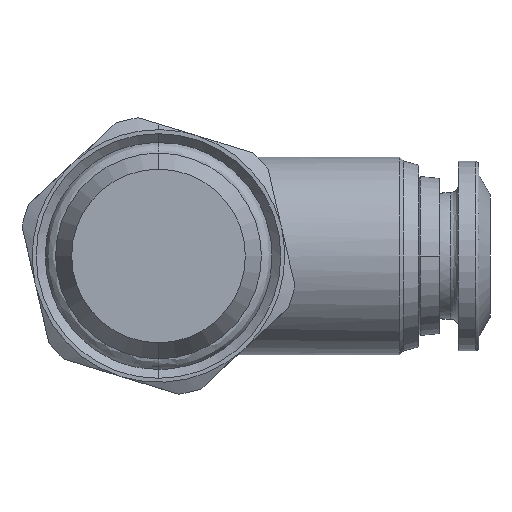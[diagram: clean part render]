
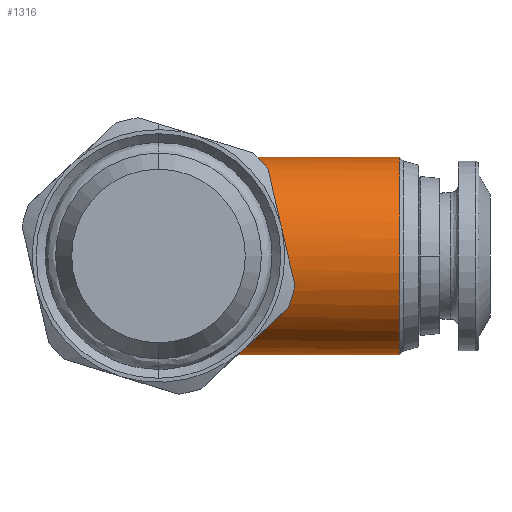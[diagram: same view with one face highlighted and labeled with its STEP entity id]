
A CAD part, front view. The second image highlights one B-rep face of the part: STEP entity #1316.
In plain terms, the highlighted cylindrical face has radius 6.269 mm (diameter 12.537 mm), a partial arc.
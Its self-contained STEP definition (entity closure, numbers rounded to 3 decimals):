
#52 = VERTEX_POINT ( 'NONE', #3085 ) ;
#122 = VECTOR ( 'NONE', #1724, 1000. ) ;
#145 =( BOUNDED_CURVE ( )  B_SPLINE_CURVE ( 3, ( #1928, #1462, #497, #1548 ),
 .UNSPECIFIED., .F., .F. ) 
 B_SPLINE_CURVE_WITH_KNOTS ( ( 4, 4 ),
 ( 1.935, 4.348 ),
 .UNSPECIFIED. ) 
 CURVE ( )  GEOMETRIC_REPRESENTATION_ITEM ( )  RATIONAL_B_SPLINE_CURVE ( ( 1., 0.571, 0.571, 1. ) ) 
 REPRESENTATION_ITEM ( '' )  );
#185 = EDGE_LOOP ( 'NONE', ( #3082, #3973, #1261, #2682, #378, #3163 ) ) ;
#332 = VERTEX_POINT ( 'NONE', #4099 ) ;
#378 = ORIENTED_EDGE ( 'NONE', *, *, #590, .F. ) ;
#415 = EDGE_CURVE ( 'NONE', #52, #1394, #3367, .T. ) ;
#467 = EDGE_CURVE ( 'NONE', #4737, #52, #4339, .T. ) ;
#497 = CARTESIAN_POINT ( 'NONE',  ( 8.61, -8.605, 3.419 ) ) ;
#560 = CARTESIAN_POINT ( 'NONE',  ( 2.222, -2.217, 5.857 ) ) ;
#590 = EDGE_CURVE ( 'NONE', #332, #2691, #145, .T. ) ;
#598 = EDGE_CURVE ( 'NONE', #2201, #2691, #2088, .T. ) ;
#695 = DIRECTION ( 'NONE',  ( 1., 0., 0. ) ) ;
#1004 = DIRECTION ( 'NONE',  ( 0., 0., 1. ) ) ;
#1184 = EDGE_CURVE ( 'NONE', #1394, #332, #3477, .T. ) ;
#1252 = CARTESIAN_POINT ( 'NONE',  ( 2.415, -1.495, -6.132 ) ) ;
#1261 = ORIENTED_EDGE ( 'NONE', *, *, #3056, .T. ) ;
#1316 = ADVANCED_FACE ( 'NONE', ( #2525 ), #3131, .T. ) ;
#1394 = VERTEX_POINT ( 'NONE', #3137 ) ;
#1395 = CARTESIAN_POINT ( 'NONE',  ( 15.301, 0.018, -6.269 ) ) ;
#1462 = CARTESIAN_POINT ( 'NONE',  ( 8.61, -8.605, -3.419 ) ) ;
#1548 = CARTESIAN_POINT ( 'NONE',  ( 2.222, -2.217, 5.857 ) ) ;
#1715 = CARTESIAN_POINT ( 'NONE',  ( 15.301, 0.018, 0. ) ) ;
#1724 = DIRECTION ( 'NONE',  ( -1., 0., 0. ) ) ;
#1728 = DIRECTION ( 'NONE',  ( -1., 0., 0. ) ) ;
#1903 = CARTESIAN_POINT ( 'NONE',  ( 2.222, -2.217, 5.857 ) ) ;
#1928 = CARTESIAN_POINT ( 'NONE',  ( 2.222, -2.217, -5.857 ) ) ;
#2088 = B_SPLINE_CURVE_WITH_KNOTS ( 'NONE', 3,
 ( #2345, #2975, #2779, #560 ),
 .UNSPECIFIED., .F., .F.,
 ( 4, 4 ),
 ( 0.008, 0.01 ),
 .UNSPECIFIED. ) ;
#2201 = VERTEX_POINT ( 'NONE', #3120 ) ;
#2345 = CARTESIAN_POINT ( 'NONE',  ( 2.821, 0.018, 6.269 ) ) ;
#2525 = FACE_OUTER_BOUND ( 'NONE', #185, .T. ) ;
#2550 = CARTESIAN_POINT ( 'NONE',  ( 15.301, 0.018, 6.269 ) ) ;
#2583 = DIRECTION ( 'NONE',  ( 0., 0., 1. ) ) ;
#2682 = ORIENTED_EDGE ( 'NONE', *, *, #598, .T. ) ;
#2691 = VERTEX_POINT ( 'NONE', #1903 ) ;
#2779 = CARTESIAN_POINT ( 'NONE',  ( 2.415, -1.495, 6.132 ) ) ;
#2975 = CARTESIAN_POINT ( 'NONE',  ( 2.615, -0.75, 6.269 ) ) ;
#3056 = EDGE_CURVE ( 'NONE', #4737, #2201, #4395, .T. ) ;
#3082 = ORIENTED_EDGE ( 'NONE', *, *, #415, .F. ) ;
#3085 = CARTESIAN_POINT ( 'NONE',  ( 15.301, 0.018, -6.269 ) ) ;
#3120 = CARTESIAN_POINT ( 'NONE',  ( 2.821, 0.018, 6.269 ) ) ;
#3131 = CYLINDRICAL_SURFACE ( 'NONE', #4271, 6.269 ) ;
#3137 = CARTESIAN_POINT ( 'NONE',  ( 2.821, 0.018, -6.269 ) ) ;
#3163 = ORIENTED_EDGE ( 'NONE', *, *, #1184, .F. ) ;
#3352 = CARTESIAN_POINT ( 'NONE',  ( 15.301, 0.018, 6.269 ) ) ;
#3367 = LINE ( 'NONE', #1395, #122 ) ;
#3477 = B_SPLINE_CURVE_WITH_KNOTS ( 'NONE', 3,
 ( #3799, #3682, #1252, #4036 ),
 .UNSPECIFIED., .F., .F.,
 ( 4, 4 ),
 ( 0.003, 0.005 ),
 .UNSPECIFIED. ) ;
#3682 = CARTESIAN_POINT ( 'NONE',  ( 2.615, -0.75, -6.269 ) ) ;
#3699 = AXIS2_PLACEMENT_3D ( 'NONE', #4672, #695, #2583 ) ;
#3799 = CARTESIAN_POINT ( 'NONE',  ( 2.821, 0.018, -6.269 ) ) ;
#3958 = VECTOR ( 'NONE', #4530, 1000. ) ;
#3973 = ORIENTED_EDGE ( 'NONE', *, *, #467, .F. ) ;
#4036 = CARTESIAN_POINT ( 'NONE',  ( 2.222, -2.217, -5.857 ) ) ;
#4099 = CARTESIAN_POINT ( 'NONE',  ( 2.222, -2.217, -5.857 ) ) ;
#4271 = AXIS2_PLACEMENT_3D ( 'NONE', #1715, #1728, #1004 ) ;
#4339 = CIRCLE ( 'NONE', #3699, 6.269 ) ;
#4395 = LINE ( 'NONE', #3352, #3958 ) ;
#4530 = DIRECTION ( 'NONE',  ( -1., 0., 0. ) ) ;
#4672 = CARTESIAN_POINT ( 'NONE',  ( 15.301, 0.018, 0. ) ) ;
#4737 = VERTEX_POINT ( 'NONE', #2550 ) ;
